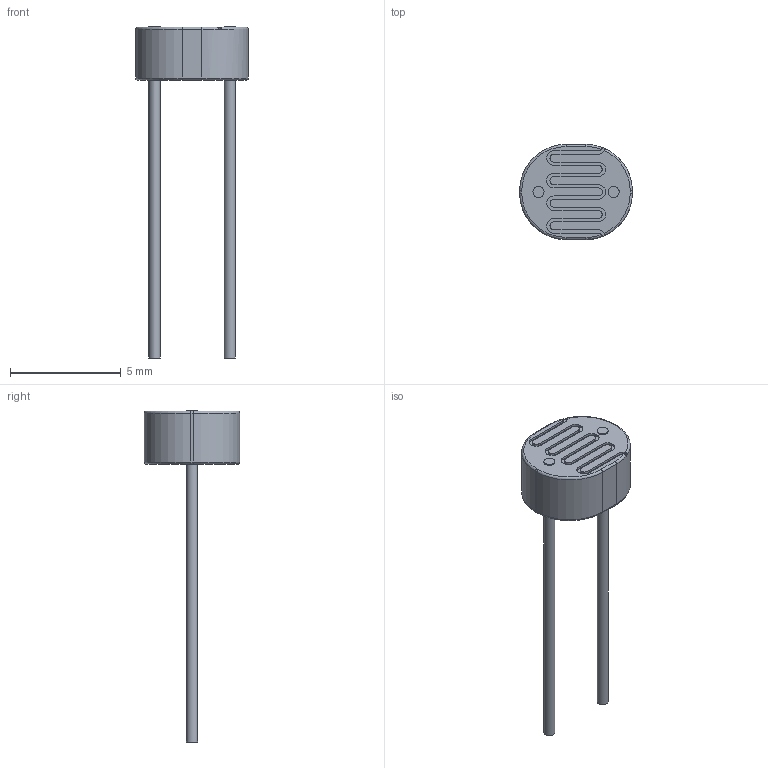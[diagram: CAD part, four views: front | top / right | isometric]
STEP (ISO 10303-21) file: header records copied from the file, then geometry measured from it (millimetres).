
FILE_DESCRIPTION(('FreeCAD Model'),'2;1');
FILE_NAME('GL5528-Photoresistor.step','2017-09-24T21:34:20',( 'kicad StepUp'),('ksu MCAD'),'Open CASCADE STEP processor 6.9', 'FreeCAD','Unknown');
FILE_SCHEMA(('AUTOMOTIVE_DESIGN_CC2 { 1 2 10303 214 -1 1 5 4 }'));
Length unit declared in the file: millimetre
Products named in the file (2): ASSEMBLY; GL5528-Photoresistor
Assembly tree (1 placements, depth 2):
  ASSEMBLY
    GL5528-Photoresistor
Bounding box: 5.1 x 4.3 x 15 mm (x, y, z)
Volume: 48.1 mm3; surface area: 115.5 mm2
Topology: 1 solids, 1 shells, 72 faces, 178 edges, 112 vertices
Faces by surface type: cylinder 34, plane 28, torus 8, bspline 2
Full cylindrical faces by diameter (mm): 0.5 x4
Entity records: 3157 total; most frequent: CARTESIAN_POINT 873, DIRECTION 390, ORIENTED_EDGE 356, EDGE_CURVE 178, AXIS2_PLACEMENT_3D 149, VERTEX_POINT 112, LINE 92, VECTOR 92
